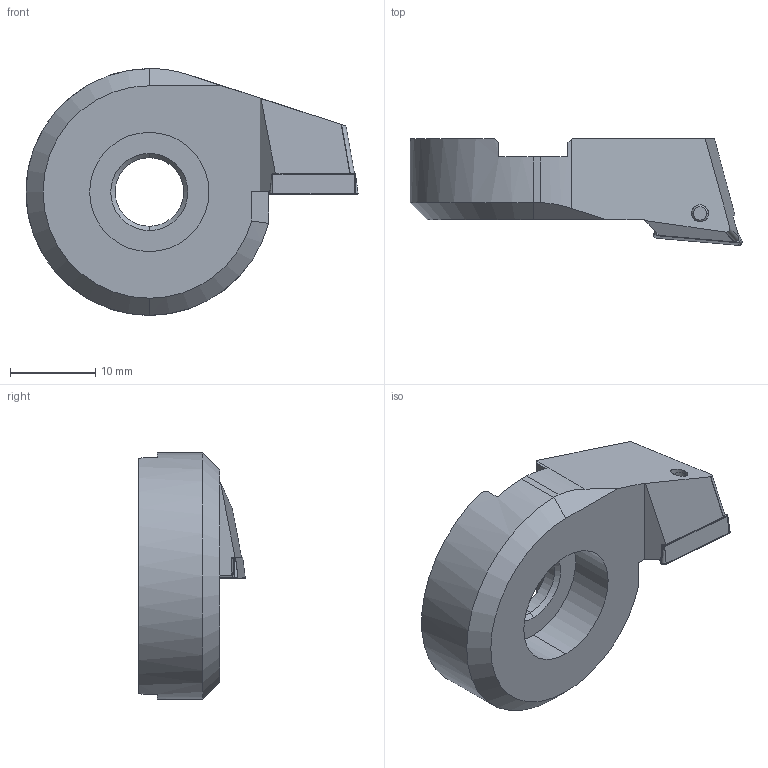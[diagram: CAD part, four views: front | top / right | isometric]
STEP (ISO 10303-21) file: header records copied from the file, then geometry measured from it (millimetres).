
FILE_DESCRIPTION(('no description'),'unknown implementation level');
FILE_NAME('80A9CDF8-09F7-4C8C-ABE3-01FE525C79D8_export.stp',' ',('CIMSOURCE GmbH'),('CADClick - KiM GmbH - www.kimweb.de'),'unknown preprocess','ACIS','unknown authorization');
FILE_SCHEMA(('automotive_design'));
Length unit declared in the file: millimetre
Products named in the file (4): 689.007 Kaiser TC11 25�|694.122 Kaiser ETL M2.5x6.5 T7 IP 10S_309.301;Kreismuster1; 689.007 Kaiser TC11 25�|655.383 Kaiser TCGT 110204 K10C;Kombinieren1; 689.007 Kaiser TC11 25�|689.007 Kaiser TC11 25�-1;Schnitt-Linear austragen21; 689.007 Kaiser TC11 25�|689.007 Kaiser TC11 25�;<N016.05 (TC 1102) PLS rechts Freistellung neutral>-<<0640.021>-<Kombinieren1>>
Bounding box: 38.97 x 12.5 x 28.95 mm (x, y, z)
Volume: 5754.6 mm3; surface area: 3197.1 mm2
Topology: 4 solids, 4 shells, 121 faces, 296 edges, 187 vertices
Faces by surface type: cylinder 42, plane 41, cone 32, torus 6
Entity records: 7086 total; most frequent: DIRECTION 674, CARTESIAN_POINT 648, STYLED_ITEM 608, PRESENTATION_STYLE_ASSIGNMENT 608, COLOUR_RGB 608, ORIENTED_EDGE 592, EDGE_CURVE 296, CURVE_STYLE 296
